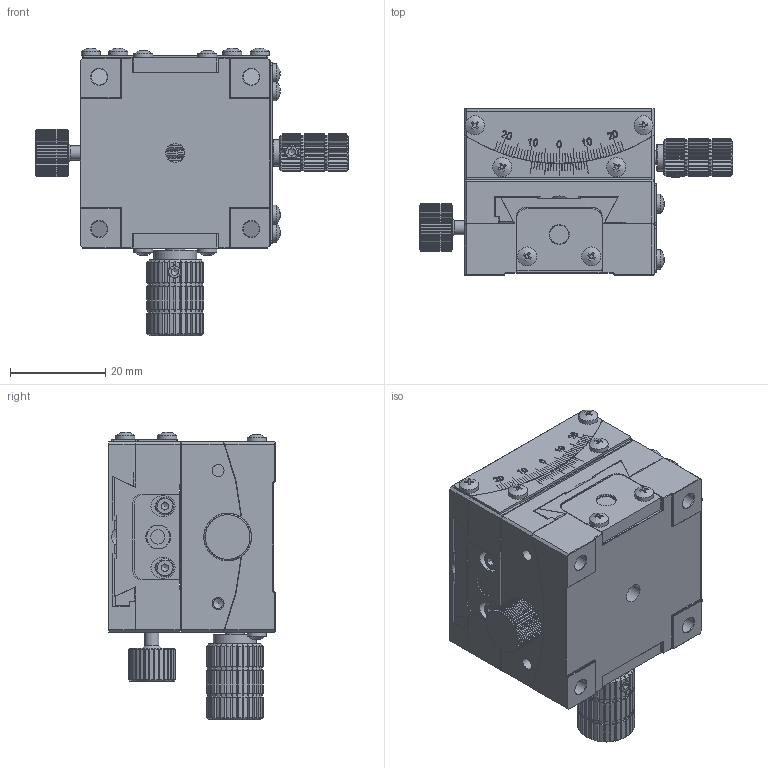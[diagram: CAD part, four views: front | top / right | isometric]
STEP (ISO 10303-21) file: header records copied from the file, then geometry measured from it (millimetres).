
FILE_DESCRIPTION (( 'STEP AP203' ), '1' );
FILE_NAME ('528955.STEP', '2024-11-12T06:28:53', ( 'Windows User' ), ( 'P R C' ), 'SwSTEP 2.0', 'SolidWorks 2020', '' );
FILE_SCHEMA (( 'CONFIG_CONTROL_DESIGN' ));
Length unit declared in the file: millimetre
Products named in the file (1): 528955
Bounding box: 65.95 x 35 x 60.58 mm (x, y, z)
Volume: 54593.1 mm3; surface area: 39796.8 mm2
Topology: 43 solids, 43 shells, 2966 faces, 7781 edges, 4946 vertices
Faces by surface type: plane 1726, cylinder 702, cone 356, bspline 182
Full cylindrical faces by diameter (mm): 1.6 x24, 2 x16, 2.1 x3, 2.3 x6, 2.5 x18, 3 x9, 3.4 x8, 3.8 x4, 4 x21, 4.2 x3, 5 x4, 5.35 x2, 5.6 x1, 5.8 x4, 6 x8, 6.333 x4, 8 x1, 8.5 x3, 8.667 x2, 8.927 x2, 9 x1, 9.327 x2, 11 x2, 11.8 x2
Entity records: 114224 total; most frequent: CARTESIAN_POINT 44473, ORIENTED_EDGE 14844, DIRECTION 13678, EDGE_CURVE 7422, VERTEX_POINT 4837, AXIS2_PLACEMENT_3D 4799, VECTOR 4080, LINE 4080
